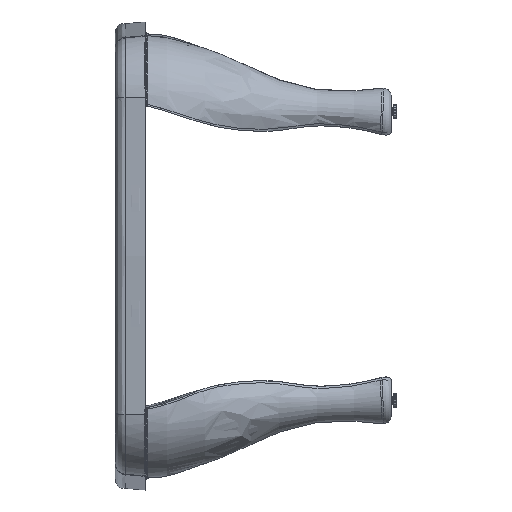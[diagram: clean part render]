
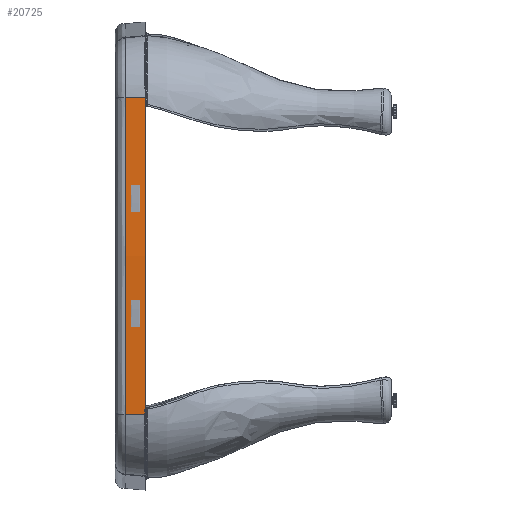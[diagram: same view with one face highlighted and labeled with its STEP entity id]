
A CAD part, left-side view. The second image highlights one B-rep face of the part: STEP entity #20725.
In plain terms, the highlighted free-form (B-spline) face has degree [3, 1] with [4, 2] control points.
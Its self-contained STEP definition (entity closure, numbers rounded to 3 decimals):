
#337 = CARTESIAN_POINT ( 'NONE',  ( -3237.203, 24.063, 164.228 ) ) ;
#662 = CARTESIAN_POINT ( 'NONE',  ( -3222.126, 502.321, 216.843 ) ) ;
#1012 = CARTESIAN_POINT ( 'NONE',  ( -3228.954, 236.714, 216.843 ) ) ;
#1101 = EDGE_CURVE ( 'NONE', #67122, #51417, #33578, .T. ) ;
#1158 = VERTEX_POINT ( 'NONE', #32136 ) ;
#1386 = CARTESIAN_POINT ( 'NONE',  ( -3215.644, 590.607, 244.228 ) ) ;
#3464 = DIRECTION ( 'NONE',  ( -0.087, -0.007, -0.996 ) ) ;
#6079 = CARTESIAN_POINT ( 'NONE',  ( -3215.644, -258.922, 244.228 ) ) ;
#6404 = CARTESIAN_POINT ( 'NONE',  ( -3218.033, 590.805, 216.843 ) ) ;
#7863 = VECTOR ( 'NONE', #26889, 1000. ) ;
#9289 = ORIENTED_EDGE ( 'NONE', *, *, #26287, .F. ) ;
#10240 = DIRECTION ( 'NONE',  ( -0.087, 0.007, -0.996 ) ) ;
#10981 = VECTOR ( 'NONE', #61395, 1000. ) ;
#11088 = CARTESIAN_POINT ( 'NONE',  ( -3237.203, 307.623, 164.228 ) ) ;
#11098 = LINE ( 'NONE', #69993, #7863 ) ;
#12111 = CARTESIAN_POINT ( 'NONE',  ( -3227.132, -11.293, 216.843 ) ) ;
#13523 = CARTESIAN_POINT ( 'NONE',  ( -3222.623, -259.498, 164.228 ) ) ;
#16359 = EDGE_CURVE ( 'NONE', #1158, #45268, #48236, .T. ) ;
#17434 = CARTESIAN_POINT ( 'NONE',  ( -3219.134, 590.895, 204.228 ) ) ;
#17531 = CARTESIAN_POINT ( 'NONE',  ( -3218.942, -241.428, 216.843 ) ) ;
#18647 = CARTESIAN_POINT ( 'NONE',  ( -3219.134, 590.895, 204.228 ) ) ;
#20435 = ORIENTED_EDGE ( 'NONE', *, *, #26181, .T. ) ;
#20725 = ADVANCED_FACE ( 'NONE', ( #50601 ), #66043, .T. ) ;
#25370 = CARTESIAN_POINT ( 'NONE',  ( -3237.203, 24.063, 164.228 ) ) ;
#26181 = EDGE_CURVE ( 'NONE', #51417, #45856, #67162, .T. ) ;
#26287 = EDGE_CURVE ( 'NONE', #1158, #39783, #69162, .T. ) ;
#26889 = DIRECTION ( 'NONE',  ( -0.087, -0.007, -0.996 ) ) ;
#28648 = CARTESIAN_POINT ( 'NONE',  ( -3222.623, 591.184, 164.228 ) ) ;
#28682 = LINE ( 'NONE', #18647, #10981 ) ;
#30020 = CARTESIAN_POINT ( 'NONE',  ( -3237.203, 307.623, 164.228 ) ) ;
#31251 = EDGE_CURVE ( 'NONE', #45268, #67122, #28682, .T. ) ;
#31484 = CARTESIAN_POINT ( 'NONE',  ( -3222.623, 591.184, 164.228 ) ) ;
#32136 = CARTESIAN_POINT ( 'NONE',  ( -3218.033, -259.119, 216.843 ) ) ;
#32966 = CARTESIAN_POINT ( 'NONE',  ( -3223.605, -135.242, 216.843 ) ) ;
#33578 = LINE ( 'NONE', #17434, #44551 ) ;
#34019 = CARTESIAN_POINT ( 'NONE',  ( -3221.387, 520.021, 216.843 ) ) ;
#34494 = CARTESIAN_POINT ( 'NONE',  ( -3222.623, -259.498, 164.228 ) ) ;
#34721 = EDGE_LOOP ( 'NONE', ( #9289, #67358, #42003, #62081, #20435, #48062 ) ) ;
#35778 = CARTESIAN_POINT ( 'NONE',  ( -3222.623, 591.184, 164.228 ) ) ;
#39110 = CARTESIAN_POINT ( 'NONE',  ( -3230.196, 307.431, 244.228 ) ) ;
#39456 = CARTESIAN_POINT ( 'NONE',  ( -3222.623, -259.498, 164.228 ) ) ;
#39783 = VERTEX_POINT ( 'NONE', #67493 ) ;
#40483 = CARTESIAN_POINT ( 'NONE',  ( -3219.134, -259.21, 204.228 ) ) ;
#42003 = ORIENTED_EDGE ( 'NONE', *, *, #31251, .T. ) ;
#44479 = CARTESIAN_POINT ( 'NONE',  ( -3228.954, 130.418, 216.843 ) ) ;
#44551 = VECTOR ( 'NONE', #10240, 1000. ) ;
#45031 = CARTESIAN_POINT ( 'NONE',  ( -3218.033, 590.805, 216.843 ) ) ;
#45268 = VERTEX_POINT ( 'NONE', #65051 ) ;
#45856 = VERTEX_POINT ( 'NONE', #34494 ) ;
#46821 = EDGE_CURVE ( 'NONE', #39783, #45856, #11098, .T. ) ;
#48062 = ORIENTED_EDGE ( 'NONE', *, *, #46821, .F. ) ;
#48236 = B_SPLINE_CURVE_WITH_KNOTS ( 'NONE', 3,
 ( #61329, #17531, #49154, #60634, #32966, #55600, #12111, #54902, #65642, #44479, #1012, #60982, #65997, #662, #34019, #55946, #71013, #6404 ),
 .UNSPECIFIED., .F., .F.,
 ( 4, 2, 1, 2, 2, 2, 1, 2, 2, 4 ),
 ( 0., 0.053, 0.106, 0.213, 0.319, 0.425, 0.638, 0.744, 0.797, 0.85 ),
 .UNSPECIFIED. ) ;
#49154 = CARTESIAN_POINT ( 'NONE',  ( -3219.795, -223.732, 216.843 ) ) ;
#50601 = FACE_OUTER_BOUND ( 'NONE', #34721, .T. ) ;
#51417 = VERTEX_POINT ( 'NONE', #31484 ) ;
#54902 = CARTESIAN_POINT ( 'NONE',  ( -3227.816, 24.134, 216.843 ) ) ;
#55600 = CARTESIAN_POINT ( 'NONE',  ( -3225.311, -82.128, 216.843 ) ) ;
#55946 = CARTESIAN_POINT ( 'NONE',  ( -3219.795, 555.417, 216.843 ) ) ;
#60634 = CARTESIAN_POINT ( 'NONE',  ( -3221.387, -188.338, 216.843 ) ) ;
#60982 = CARTESIAN_POINT ( 'NONE',  ( -3227.587, 342.984, 216.843 ) ) ;
#61329 = CARTESIAN_POINT ( 'NONE',  ( -3218.033, -259.119, 216.843 ) ) ;
#61361 = CARTESIAN_POINT ( 'NONE',  ( -3230.196, 24.255, 244.228 ) ) ;
#61395 = DIRECTION ( 'NONE',  ( -0.087, 0.007, -0.996 ) ) ;
#62081 = ORIENTED_EDGE ( 'NONE', *, *, #1101, .T. ) ;
#65051 = CARTESIAN_POINT ( 'NONE',  ( -3218.033, 590.805, 216.843 ) ) ;
#65642 = CARTESIAN_POINT ( 'NONE',  ( -3228.726, 94.989, 216.843 ) ) ;
#65997 = CARTESIAN_POINT ( 'NONE',  ( -3224.174, 449.213, 216.843 ) ) ;
#66043 = B_SPLINE_SURFACE_WITH_KNOTS ( 'NONE', 3, 1, ( 
 ( #6079, #39456 ),
 ( #61361, #337 ),
 ( #39110, #11088 ),
 ( #1386, #28648 ) ),
 .UNSPECIFIED., .F., .F., .F.,
 ( 4, 4 ),
 ( 2, 2 ),
 ( 0., 1. ),
 ( 0., 1. ),
 .UNSPECIFIED. ) ;
#67122 = VERTEX_POINT ( 'NONE', #45031 ) ;
#67162 = B_SPLINE_CURVE_WITH_KNOTS ( 'NONE', 3,
 ( #35778, #30020, #25370, #13523 ),
 .UNSPECIFIED., .F., .F.,
 ( 4, 4 ),
 ( 0., 1. ),
 .UNSPECIFIED. ) ;
#67358 = ORIENTED_EDGE ( 'NONE', *, *, #16359, .T. ) ;
#67493 = CARTESIAN_POINT ( 'NONE',  ( -3218.033, -259.119, 216.843 ) ) ;
#69162 = LINE ( 'NONE', #40483, #70075 ) ;
#69993 = CARTESIAN_POINT ( 'NONE',  ( -3219.134, -259.21, 204.228 ) ) ;
#70075 = VECTOR ( 'NONE', #3464, 1000. ) ;
#71013 = CARTESIAN_POINT ( 'NONE',  ( -3218.942, 573.114, 216.843 ) ) ;
